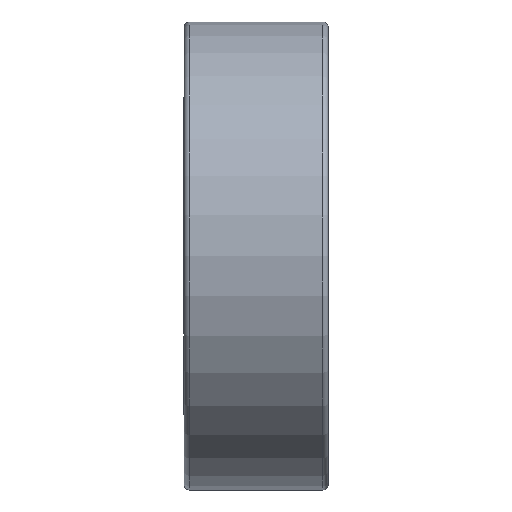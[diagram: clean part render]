
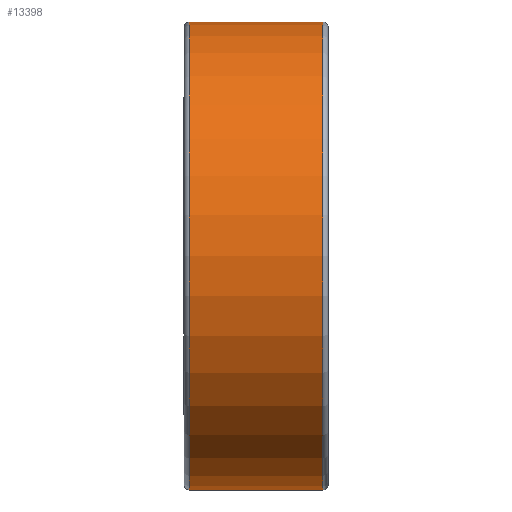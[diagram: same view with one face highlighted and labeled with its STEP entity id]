
A CAD part, top view. The second image highlights one B-rep face of the part: STEP entity #13398.
In plain terms, the highlighted cylindrical face has radius 13 mm (diameter 26 mm), a partial arc.
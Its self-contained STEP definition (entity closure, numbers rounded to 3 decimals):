
#3375=CARTESIAN_POINT('',(-3.7,0.,0.));
#3376=DIRECTION('',(1.,0.,0.));
#3377=DIRECTION('',(0.,1.,0.));
#3378=AXIS2_PLACEMENT_3D('',#3375,#3376,#3377);
#3383=CARTESIAN_POINT('',(3.7,0.,0.));
#3384=DIRECTION('',(1.,0.,0.));
#3385=DIRECTION('',(0.,1.,0.));
#3386=AXIS2_PLACEMENT_3D('',#3383,#3384,#3385);
#3399=DIRECTION('',(-1.,0.,0.));
#3400=VECTOR('',#3399,7.4);
#3401=CARTESIAN_POINT('',(3.7,-13.,0.));
#3402=LINE('',#3401,#3400);
#3414=DIRECTION('',(-1.,0.,0.));
#3415=VECTOR('',#3414,7.4);
#3416=CARTESIAN_POINT('',(3.7,13.,0.));
#3417=LINE('',#3416,#3415);
#10354=CARTESIAN_POINT('',(-3.7,13.,0.));
#10355=CARTESIAN_POINT('',(-3.7,-13.,0.));
#10356=VERTEX_POINT('',#10354);
#10357=VERTEX_POINT('',#10355);
#10358=CARTESIAN_POINT('',(3.7,13.,0.));
#10359=CARTESIAN_POINT('',(3.7,-13.,0.));
#10360=VERTEX_POINT('',#10358);
#10361=VERTEX_POINT('',#10359);
#13384=CARTESIAN_POINT('',(-4.4,0.,0.));
#13385=DIRECTION('',(1.,0.,0.));
#13386=DIRECTION('',(0.,-1.,0.));
#13387=AXIS2_PLACEMENT_3D('',#13384,#13385,#13386);
#13388=CYLINDRICAL_SURFACE('',#13387,13.);
#13389=ORIENTED_EDGE('',*,*,#13374,.F.);
#13391=ORIENTED_EDGE('',*,*,#13390,.F.);
#13393=ORIENTED_EDGE('',*,*,#13392,.T.);
#13395=ORIENTED_EDGE('',*,*,#13394,.T.);
#13396=EDGE_LOOP('',(#13389,#13391,#13393,#13395));
#13397=FACE_OUTER_BOUND('',#13396,.F.);
#3379=CIRCLE('',#3378,13.);
#3387=CIRCLE('',#3386,13.);
#13374=EDGE_CURVE('',#10356,#10357,#3379,.T.);
#13390=EDGE_CURVE('',#10360,#10356,#3417,.T.);
#13392=EDGE_CURVE('',#10360,#10361,#3387,.T.);
#13394=EDGE_CURVE('',#10361,#10357,#3402,.T.);
#13398=ADVANCED_FACE('',(#13397),#13388,.T.);
